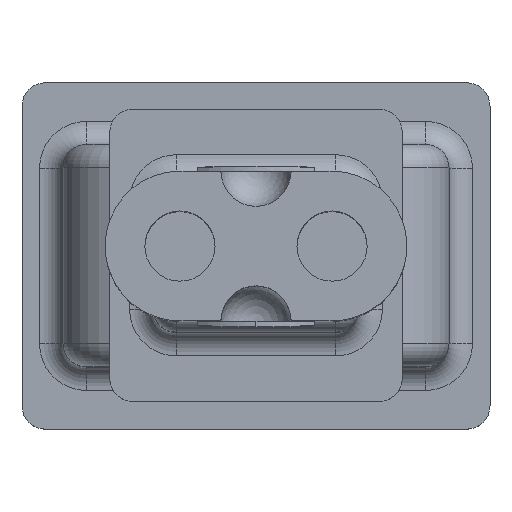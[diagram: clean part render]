
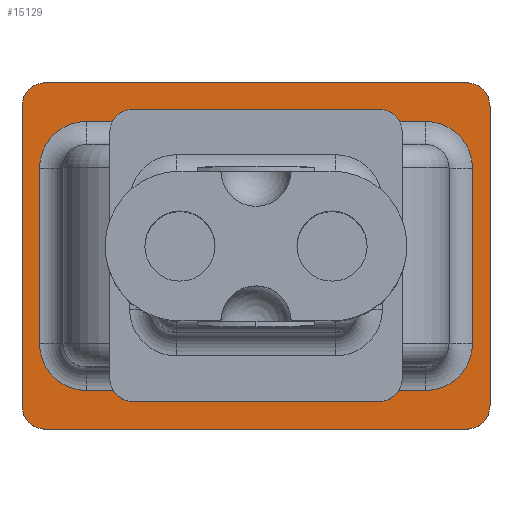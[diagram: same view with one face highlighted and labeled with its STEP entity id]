
A CAD part, top view. The second image highlights one B-rep face of the part: STEP entity #15129.
In plain terms, the highlighted planar face has unit normal (0, 0, 1).
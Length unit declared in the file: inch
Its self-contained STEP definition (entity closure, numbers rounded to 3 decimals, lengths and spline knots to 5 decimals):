
#3271 = DIRECTION ( 'NONE',  ( 0., -1., 0. ) ) ;
#3272 = VECTOR ( 'NONE', #3271, 39.37008 ) ;
#3273 = CARTESIAN_POINT ( 'NONE',  ( 0.4625, -0.37, -0.7 ) ) ;
#3274 = LINE ( 'NONE', #3273, #3272 ) ;
#3341 = CARTESIAN_POINT ( 'NONE',  ( -0.4625, 0.1875, -0.7 ) ) ;
#3342 = CARTESIAN_POINT ( 'NONE',  ( 0.3625, 0.2875, -0.7 ) ) ;
#3343 = DIRECTION ( 'NONE',  ( 1., 0., 0. ) ) ;
#3344 = DIRECTION ( 'NONE',  ( 0., 0., 1. ) ) ;
#3345 = CARTESIAN_POINT ( 'NONE',  ( 0.3625, 0.1875, -0.7 ) ) ;
#3346 = AXIS2_PLACEMENT_3D ( 'NONE', #3345, #3344, #3343 ) ;
#3347 = CIRCLE ( 'NONE', #3346, 0.1 ) ;
#3401 = AXIS2_PLACEMENT_3D ( 'NONE', #3509, #3431, #3430 ) ;
#3402 = CIRCLE ( 'NONE', #3401, 0.1 ) ;
#3430 = DIRECTION ( 'NONE',  ( 1., 0., 0. ) ) ;
#3431 = DIRECTION ( 'NONE',  ( 0., 0., 1. ) ) ;
#3496 = DIRECTION ( 'NONE',  ( 1., 0., 0. ) ) ;
#3497 = VECTOR ( 'NONE', #3496, 39.37008 ) ;
#3498 = CARTESIAN_POINT ( 'NONE',  ( -0.5, 0.2875, -0.7 ) ) ;
#3501 = CARTESIAN_POINT ( 'NONE',  ( 0.4625, 0.1875, -0.7 ) ) ;
#3508 = CARTESIAN_POINT ( 'NONE',  ( -0.3625, 0.2875, -0.7 ) ) ;
#3509 = CARTESIAN_POINT ( 'NONE',  ( -0.3625, 0.1875, -0.7 ) ) ;
#3510 = LINE ( 'NONE', #3498, #3497 ) ;
#3549 = CARTESIAN_POINT ( 'NONE',  ( -0.3625, -0.1875, -0.7 ) ) ;
#3550 = AXIS2_PLACEMENT_3D ( 'NONE', #3549, #3575, #3574 ) ;
#3551 = CIRCLE ( 'NONE', #3550, 0.1 ) ;
#3558 = DIRECTION ( 'NONE',  ( 0., 0., 1. ) ) ;
#3559 = CARTESIAN_POINT ( 'NONE',  ( 0.3625, -0.1875, -0.7 ) ) ;
#3560 = AXIS2_PLACEMENT_3D ( 'NONE', #3559, #3558, #3569 ) ;
#3569 = DIRECTION ( 'NONE',  ( 1., 0., 0. ) ) ;
#3570 = CIRCLE ( 'NONE', #3560, 0.1 ) ;
#3573 = CARTESIAN_POINT ( 'NONE',  ( -0.4625, -0.1875, -0.7 ) ) ;
#3574 = DIRECTION ( 'NONE',  ( 1., 0., 0. ) ) ;
#3575 = DIRECTION ( 'NONE',  ( 0., 0., 1. ) ) ;
#3602 = CARTESIAN_POINT ( 'NONE',  ( 0.3625, -0.2875, -0.7 ) ) ;
#3617 = CARTESIAN_POINT ( 'NONE',  ( 0.4625, -0.1875, -0.7 ) ) ;
#3661 = DIRECTION ( 'NONE',  ( 0., 1., 0. ) ) ;
#3662 = VECTOR ( 'NONE', #3661, 39.37008 ) ;
#3663 = CARTESIAN_POINT ( 'NONE',  ( -0.4625, -0.37, -0.7 ) ) ;
#3664 = LINE ( 'NONE', #3663, #3662 ) ;
#3689 = CARTESIAN_POINT ( 'NONE',  ( -0.3625, -0.2875, -0.7 ) ) ;
#3690 = DIRECTION ( 'NONE',  ( -1., 0., 0. ) ) ;
#3691 = VECTOR ( 'NONE', #3690, 39.37008 ) ;
#3694 = CARTESIAN_POINT ( 'NONE',  ( -0.4125, -0.2875, -0.7 ) ) ;
#3695 = LINE ( 'NONE', #3694, #3691 ) ;
#7960 = DIRECTION ( 'NONE',  ( 0., 0., 1. ) ) ;
#7961 = CARTESIAN_POINT ( 'NONE',  ( -0.45, -0.32, -0.7 ) ) ;
#7962 = AXIS2_PLACEMENT_3D ( 'NONE', #7961, #7960, #8003 ) ;
#7963 = CIRCLE ( 'NONE', #7962, 0.05 ) ;
#7967 = CARTESIAN_POINT ( 'NONE',  ( -0.45, -0.37, -0.7 ) ) ;
#7968 = CARTESIAN_POINT ( 'NONE',  ( 0.45, -0.37, -0.7 ) ) ;
#8003 = DIRECTION ( 'NONE',  ( 1., 0., 0. ) ) ;
#8023 = PLANE ( 'NONE',  #8048 ) ;
#8024 = FACE_BOUND ( 'NONE', #15138, .T. ) ;
#8025 = FACE_OUTER_BOUND ( 'NONE', #15133, .T. ) ;
#8045 = DIRECTION ( 'NONE',  ( 1., 0., 0. ) ) ;
#8046 = DIRECTION ( 'NONE',  ( 0., 0., 1. ) ) ;
#8047 = CARTESIAN_POINT ( 'NONE',  ( -0.5, -0.37, -0.7 ) ) ;
#8048 = AXIS2_PLACEMENT_3D ( 'NONE', #8047, #8046, #8045 ) ;
#12445 = CARTESIAN_POINT ( 'NONE',  ( -0.45, 0.37, -0.7 ) ) ;
#12446 = DIRECTION ( 'NONE',  ( 1., 0., 0. ) ) ;
#12447 = VECTOR ( 'NONE', #12446, 39.37008 ) ;
#12448 = CARTESIAN_POINT ( 'NONE',  ( -0.5, 0.37, -0.7 ) ) ;
#12449 = DIRECTION ( 'NONE',  ( 1., 0., 0. ) ) ;
#12450 = DIRECTION ( 'NONE',  ( 0., 0., 1. ) ) ;
#12451 = CARTESIAN_POINT ( 'NONE',  ( 0.45, 0.32, -0.7 ) ) ;
#12452 = AXIS2_PLACEMENT_3D ( 'NONE', #12451, #12450, #12449 ) ;
#12453 = CIRCLE ( 'NONE', #12452, 0.05 ) ;
#12454 = LINE ( 'NONE', #12448, #12447 ) ;
#12455 = CARTESIAN_POINT ( 'NONE',  ( -0.5, -0.32, -0.7 ) ) ;
#12456 = CARTESIAN_POINT ( 'NONE',  ( 0.5, -0.32, -0.7 ) ) ;
#12457 = DIRECTION ( 'NONE',  ( 0., 1., 0. ) ) ;
#12458 = VECTOR ( 'NONE', #12457, 39.37008 ) ;
#12459 = CARTESIAN_POINT ( 'NONE',  ( -0.5, 0.37, -0.7 ) ) ;
#12460 = DIRECTION ( 'NONE',  ( 1., 0., 0. ) ) ;
#12461 = DIRECTION ( 'NONE',  ( 0., 0., 1. ) ) ;
#12462 = AXIS2_PLACEMENT_3D ( 'NONE', #12493, #12461, #12460 ) ;
#12468 = CIRCLE ( 'NONE', #12462, 0.05 ) ;
#12475 = LINE ( 'NONE', #12459, #12458 ) ;
#12478 = DIRECTION ( 'NONE',  ( 0., -1., 0. ) ) ;
#12479 = VECTOR ( 'NONE', #12478, 39.37008 ) ;
#12480 = CARTESIAN_POINT ( 'NONE',  ( 0.5, 0.37, -0.7 ) ) ;
#12481 = LINE ( 'NONE', #12480, #12479 ) ;
#12493 = CARTESIAN_POINT ( 'NONE',  ( 0.45, -0.32, -0.7 ) ) ;
#12533 = CARTESIAN_POINT ( 'NONE',  ( 0.45, 0.37, -0.7 ) ) ;
#12577 = DIRECTION ( 'NONE',  ( -1., 0., 0. ) ) ;
#12578 = VECTOR ( 'NONE', #12577, 39.37008 ) ;
#12579 = CARTESIAN_POINT ( 'NONE',  ( -0.5, -0.37, -0.7 ) ) ;
#12580 = LINE ( 'NONE', #12579, #12578 ) ;
#12599 = CARTESIAN_POINT ( 'NONE',  ( -0.5, 0.32, -0.7 ) ) ;
#12600 = DIRECTION ( 'NONE',  ( 1., 0., 0. ) ) ;
#12601 = DIRECTION ( 'NONE',  ( 0., 0., 1. ) ) ;
#12602 = AXIS2_PLACEMENT_3D ( 'NONE', #12604, #12601, #12600 ) ;
#12603 = CIRCLE ( 'NONE', #12602, 0.05 ) ;
#12604 = CARTESIAN_POINT ( 'NONE',  ( -0.45, 0.32, -0.7 ) ) ;
#12605 = CARTESIAN_POINT ( 'NONE',  ( 0.5, 0.32, -0.7 ) ) ;
#13675 = EDGE_CURVE ( 'NONE', #13735, #13676, #3347, .T. ) ;
#13676 = VERTEX_POINT ( 'NONE', #3342 ) ;
#13677 = VERTEX_POINT ( 'NONE', #3341 ) ;
#13707 = EDGE_CURVE ( 'NONE', #13735, #13797, #3274, .T. ) ;
#13709 = ORIENTED_EDGE ( 'NONE', *, *, #13675, .F. ) ;
#13723 = VERTEX_POINT ( 'NONE', #3508 ) ;
#13724 = EDGE_CURVE ( 'NONE', #13723, #13677, #3402, .T. ) ;
#13725 = ORIENTED_EDGE ( 'NONE', *, *, #13724, .F. ) ;
#13726 = ORIENTED_EDGE ( 'NONE', *, *, #13727, .T. ) ;
#13727 = EDGE_CURVE ( 'NONE', #13723, #13676, #3510, .T. ) ;
#13728 = ORIENTED_EDGE ( 'NONE', *, *, #13811, .T. ) ;
#13735 = VERTEX_POINT ( 'NONE', #3501 ) ;
#13736 = ORIENTED_EDGE ( 'NONE', *, *, #13707, .T. ) ;
#13797 = VERTEX_POINT ( 'NONE', #3617 ) ;
#13798 = VERTEX_POINT ( 'NONE', #3602 ) ;
#13799 = ORIENTED_EDGE ( 'NONE', *, *, #13800, .T. ) ;
#13800 = EDGE_CURVE ( 'NONE', #13798, #13801, #3695, .T. ) ;
#13801 = VERTEX_POINT ( 'NONE', #3689 ) ;
#13802 = EDGE_CURVE ( 'NONE', #13798, #13797, #3570, .T. ) ;
#13811 = EDGE_CURVE ( 'NONE', #13816, #13677, #3664, .T. ) ;
#13813 = EDGE_CURVE ( 'NONE', #13816, #13801, #3551, .T. ) ;
#13815 = ORIENTED_EDGE ( 'NONE', *, *, #13813, .F. ) ;
#13816 = VERTEX_POINT ( 'NONE', #3573 ) ;
#15006 = ORIENTED_EDGE ( 'NONE', *, *, #15007, .T. ) ;
#15007 = EDGE_CURVE ( 'NONE', #15131, #15092, #12468, .T. ) ;
#15026 = VERTEX_POINT ( 'NONE', #12605 ) ;
#15028 = ORIENTED_EDGE ( 'NONE', *, *, #15029, .T. ) ;
#15029 = EDGE_CURVE ( 'NONE', #15099, #15030, #12603, .T. ) ;
#15030 = VERTEX_POINT ( 'NONE', #12599 ) ;
#15052 = ORIENTED_EDGE ( 'NONE', *, *, #15053, .F. ) ;
#15053 = EDGE_CURVE ( 'NONE', #15131, #15132, #12580, .T. ) ;
#15067 = ORIENTED_EDGE ( 'NONE', *, *, #15096, .T. ) ;
#15068 = VERTEX_POINT ( 'NONE', #12533 ) ;
#15085 = EDGE_CURVE ( 'NONE', #15026, #15092, #12481, .T. ) ;
#15090 = ORIENTED_EDGE ( 'NONE', *, *, #15091, .F. ) ;
#15091 = EDGE_CURVE ( 'NONE', #15094, #15030, #12475, .T. ) ;
#15092 = VERTEX_POINT ( 'NONE', #12456 ) ;
#15093 = ORIENTED_EDGE ( 'NONE', *, *, #15085, .F. ) ;
#15094 = VERTEX_POINT ( 'NONE', #12455 ) ;
#15096 = EDGE_CURVE ( 'NONE', #15026, #15068, #12453, .T. ) ;
#15097 = ORIENTED_EDGE ( 'NONE', *, *, #15098, .F. ) ;
#15098 = EDGE_CURVE ( 'NONE', #15099, #15068, #12454, .T. ) ;
#15099 = VERTEX_POINT ( 'NONE', #12445 ) ;
#15129 = ADVANCED_FACE ( 'NONE', ( #8025, #8024 ), #8023, .T. ) ;
#15131 = VERTEX_POINT ( 'NONE', #7968 ) ;
#15132 = VERTEX_POINT ( 'NONE', #7967 ) ;
#15133 = EDGE_LOOP ( 'NONE', ( #15052, #15006, #15093, #15067, #15097, #15028, #15090, #15136 ) ) ;
#15136 = ORIENTED_EDGE ( 'NONE', *, *, #15137, .T. ) ;
#15137 = EDGE_CURVE ( 'NONE', #15094, #15132, #7963, .T. ) ;
#15138 = EDGE_LOOP ( 'NONE', ( #15139, #13799, #13815, #13728, #13725, #13726, #13709, #13736 ) ) ;
#15139 = ORIENTED_EDGE ( 'NONE', *, *, #13802, .F. ) ;
